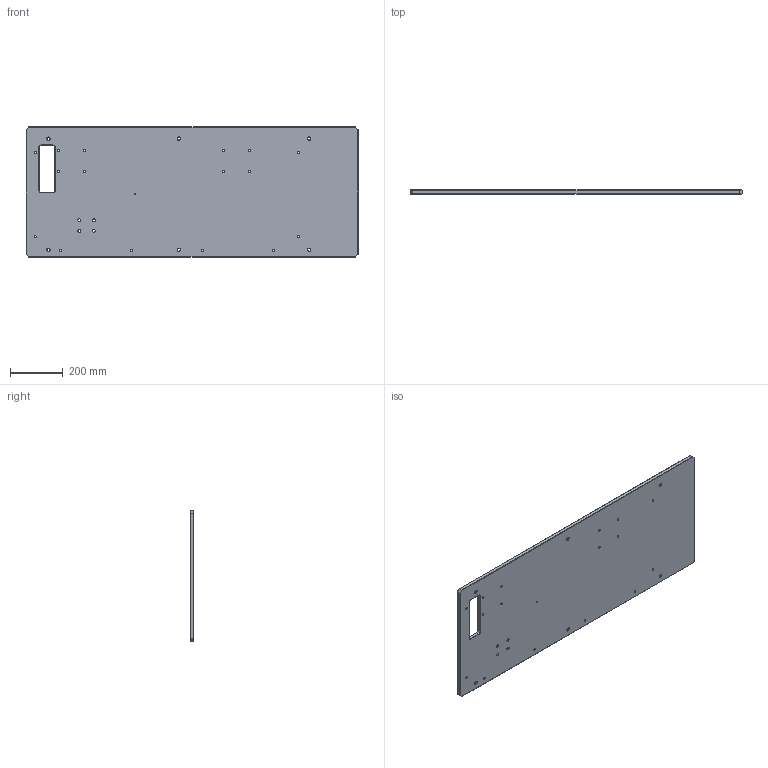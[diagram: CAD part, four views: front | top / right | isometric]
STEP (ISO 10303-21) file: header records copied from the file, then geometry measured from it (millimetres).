
FILE_DESCRIPTION (( 'STEP AP214' ), '1' );
FILE_NAME ('抸旂.130214.25.00.001.STEP', '2019-03-01T15:36:16', ( '' ), ( '' ), 'SwSTEP 2.0', 'SolidWorks 2018', '' );
FILE_SCHEMA (( 'AUTOMOTIVE_DESIGN' ));
Length unit declared in the file: millimetre
Products named in the file (2): 抸旂.130214.25.00.001
Bounding box: 1260 x 15 x 495 mm (x, y, z)
Volume: 9147574.4 mm3; surface area: 1288842.9 mm2
Topology: 1 solids, 1 shells, 200 faces, 466 edges, 274 vertices
Faces by surface type: cone 86, cylinder 70, plane 44
Entity records: 6191 total; most frequent: DIRECTION 1096, CARTESIAN_POINT 942, ORIENTED_EDGE 932, EDGE_CURVE 466, AXIS2_PLACEMENT_3D 428, VERTEX_POINT 274, EDGE_LOOP 262, VECTOR 240
